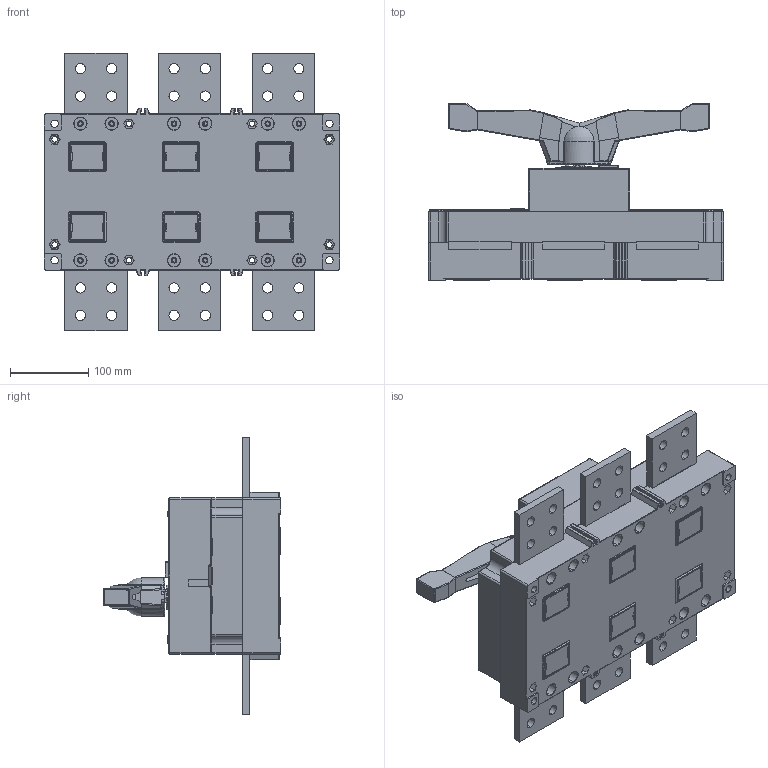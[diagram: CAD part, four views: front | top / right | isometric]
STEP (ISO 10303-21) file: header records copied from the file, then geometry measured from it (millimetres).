
FILE_DESCRIPTION((''),'2;1');
FILE_NAME('HGL-1600-3_ASM','2025-06-23T16:45:46',('Administrator'),(''),'CREO PARAMETRIC BY PTC INC, 2021023','CREO PARAMETRIC BY PTC INC, 2021023','');
FILE_SCHEMA(('CONFIG_CONTROL_DESIGN'));
Products named in the file (17): 1000____-4729_1; 1000______-127640_1; PRT0010_1; 1000-____-125923_1; 1000-____-98192_ASM_1_ASM; PRT0036_4; 1000______-116209_1; PRT0037_1; PRT0038_1; 1600-3K_____ASM_3_ASM; ASM0012_ASM_1_ASM; _HGL-1600-3K_1; HGL-1600SHOUBING_3_1_1; HGL-1600SHOUBING_3_1_2; HGL-1600SHOUBING_3_1_ASM; HGL-1600-3K_ASM_1_ASM; HGL-1600-3_ASM
Assembly tree (26 placements, depth 5):
  HGL-1600-3_ASM
    HGL-1600-3K_ASM_1_ASM
      ASM0012_ASM_1_ASM
        1000-____-98192_ASM_1_ASM
          1000____-4729_1
          1000______-127640_1
          PRT0010_1
          1000-____-125923_1
        PRT0036_4
        1600-3K_____ASM_3_ASM
          1000______-116209_1  x6
          PRT0037_1  x6
          PRT0038_1
      _HGL-1600-3K_1
      HGL-1600SHOUBING_3_1_ASM
        HGL-1600SHOUBING_3_1_1
        HGL-1600SHOUBING_3_1_2
Bounding box: 378 x 227.14 x 356 mm (x, y, z)
Volume: 3509828.9 mm3; surface area: 1108360.1 mm2
Topology: 19 solids, 20 shells, 4518 faces, 12021 edges, 7529 vertices
Faces by surface type: plane 2326, cylinder 1408, extrusion 242, bspline 186, torus 178, sphere 129, cone 49
Entity records: 147100 total; most frequent: CARTESIAN_POINT 45589, ORIENTED_EDGE 21692, DIRECTION 20025, EDGE_CURVE 10849, VECTOR 7313, LINE 7071, VERTEX_POINT 6857, AXIS2_PLACEMENT_3D 6356
